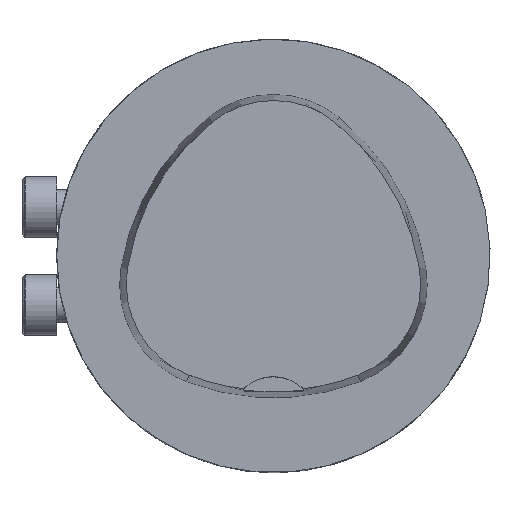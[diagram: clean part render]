
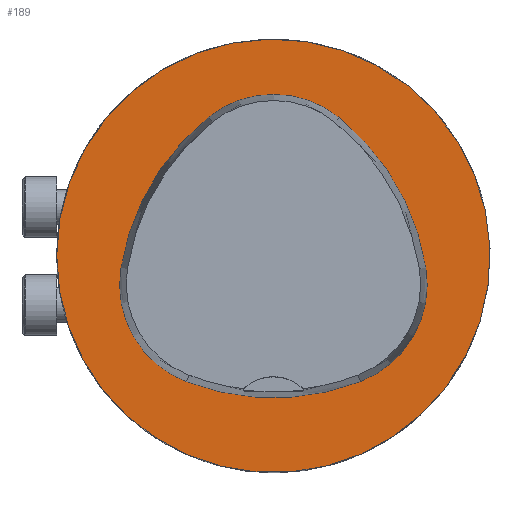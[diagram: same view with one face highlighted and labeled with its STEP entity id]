
A CAD part, top view. The second image highlights one B-rep face of the part: STEP entity #189.
In plain terms, the highlighted planar face has unit normal (0, 0, 1).
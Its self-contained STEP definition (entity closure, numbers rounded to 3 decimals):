
#74=PLANE('',#1236);
#189=ADVANCED_FACE('',(#334,#335),#74,.T.);
#223=CIRCLE('',#1115,25.);
#257=CIRCLE('',#1214,28.);
#259=CIRCLE('',#1217,12.);
#261=CIRCLE('',#1220,28.);
#263=CIRCLE('',#1223,12.);
#267=CIRCLE('',#1228,28.);
#269=CIRCLE('',#1231,12.);
#334=FACE_BOUND('',#427,.T.);
#335=FACE_BOUND('',#428,.T.);
#427=EDGE_LOOP('',(#775,#776,#777,#778,#779,#780));
#428=EDGE_LOOP('',(#781));
#775=ORIENTED_EDGE('',*,*,#1041,.T.);
#776=ORIENTED_EDGE('',*,*,#1021,.T.);
#777=ORIENTED_EDGE('',*,*,#1025,.T.);
#778=ORIENTED_EDGE('',*,*,#1028,.T.);
#779=ORIENTED_EDGE('',*,*,#1031,.T.);
#780=ORIENTED_EDGE('',*,*,#1039,.T.);
#781=ORIENTED_EDGE('',*,*,#937,.F.);
#838=VERTEX_POINT('',#1672);
#903=VERTEX_POINT('',#1903);
#904=VERTEX_POINT('',#1904);
#907=VERTEX_POINT('',#1912);
#909=VERTEX_POINT('',#1918);
#911=VERTEX_POINT('',#1924);
#918=VERTEX_POINT('',#1945);
#937=EDGE_CURVE('',#838,#838,#223,.T.);
#1021=EDGE_CURVE('',#903,#904,#257,.T.);
#1025=EDGE_CURVE('',#904,#907,#259,.T.);
#1028=EDGE_CURVE('',#907,#909,#261,.T.);
#1031=EDGE_CURVE('',#909,#911,#263,.T.);
#1039=EDGE_CURVE('',#911,#918,#267,.T.);
#1041=EDGE_CURVE('',#918,#903,#269,.T.);
#1115=AXIS2_PLACEMENT_3D('',#1671,#1280,#1281);
#1214=AXIS2_PLACEMENT_3D('',#1902,#1505,#1506);
#1217=AXIS2_PLACEMENT_3D('',#1911,#1513,#1514);
#1220=AXIS2_PLACEMENT_3D('',#1917,#1520,#1521);
#1223=AXIS2_PLACEMENT_3D('',#1923,#1527,#1528);
#1228=AXIS2_PLACEMENT_3D('',#1946,#1539,#1540);
#1231=AXIS2_PLACEMENT_3D('',#1949,#1545,#1546);
#1236=AXIS2_PLACEMENT_3D('',#1954,#1555,#1556);
#1280=DIRECTION('',(0.,0.,-1.));
#1281=DIRECTION('',(-1.,0.,0.));
#1505=DIRECTION('',(0.,0.,-1.));
#1506=DIRECTION('',(-1.,0.,0.));
#1513=DIRECTION('',(0.,0.,-1.));
#1514=DIRECTION('',(-1.,0.,0.));
#1520=DIRECTION('',(0.,0.,-1.));
#1521=DIRECTION('',(-1.,0.,0.));
#1527=DIRECTION('',(0.,0.,-1.));
#1528=DIRECTION('',(-1.,0.,0.));
#1539=DIRECTION('',(0.,0.,-1.));
#1540=DIRECTION('',(-1.,0.,0.));
#1545=DIRECTION('',(0.,0.,-1.));
#1546=DIRECTION('',(-1.,0.,0.));
#1555=DIRECTION('',(0.,0.,1.));
#1556=DIRECTION('',(1.,0.,0.));
#1671=CARTESIAN_POINT('',(0.,0.,0.));
#1672=CARTESIAN_POINT('',(-25.,0.01,0.));
#1902=CARTESIAN_POINT('',(10.066,-5.828,0.));
#1903=CARTESIAN_POINT('',(-17.585,-1.417,0.));
#1904=CARTESIAN_POINT('',(-7.525,15.956,0.));
#1911=CARTESIAN_POINT('',(0.014,6.62,0.));
#1912=CARTESIAN_POINT('',(7.573,15.94,0.));
#1917=CARTESIAN_POINT('',(-10.065,-5.806,0.));
#1918=CARTESIAN_POINT('',(17.59,-1.425,0.));
#1923=CARTESIAN_POINT('',(5.737,-3.302,0.));
#1924=CARTESIAN_POINT('',(10.045,-14.503,0.));
#1945=CARTESIAN_POINT('',(-10.031,-14.512,0.));
#1946=CARTESIAN_POINT('',(-0.005,11.631,0.));
#1949=CARTESIAN_POINT('',(-5.734,-3.308,0.));
#1954=CARTESIAN_POINT('',(0.,0.,0.));
